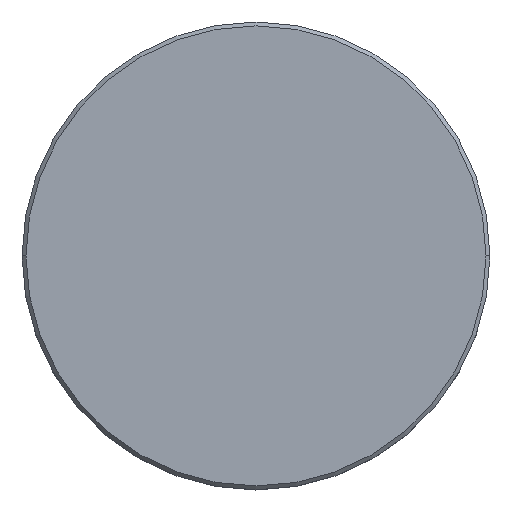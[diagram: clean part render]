
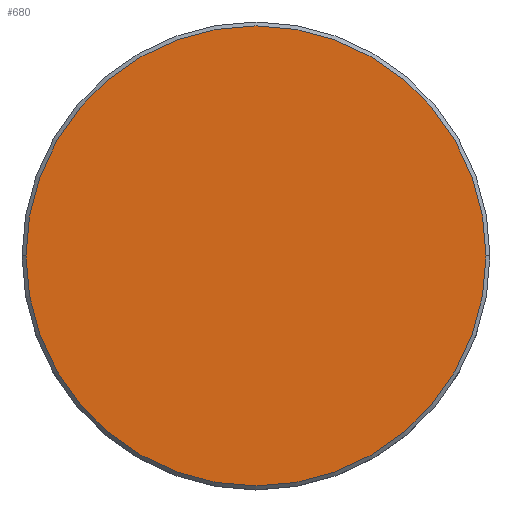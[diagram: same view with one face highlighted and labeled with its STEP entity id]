
A CAD part, top view. The second image highlights one B-rep face of the part: STEP entity #680.
In plain terms, the highlighted planar face has unit normal (0, 0, 1).
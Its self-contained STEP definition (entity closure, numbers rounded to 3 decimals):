
#35 = ORIENTED_EDGE ( 'NONE', *, *, #1159, .T. ) ;
#76 = CARTESIAN_POINT ( 'NONE',  ( 0., 0., 0. ) ) ;
#102 = DIRECTION ( 'NONE',  ( 1., 0., 0. ) ) ;
#137 = FACE_OUTER_BOUND ( 'NONE', #574, .T. ) ;
#141 = DIRECTION ( 'NONE',  ( 0., 0., 1. ) ) ;
#210 = ORIENTED_EDGE ( 'NONE', *, *, #847, .T. ) ;
#269 = CARTESIAN_POINT ( 'NONE',  ( 0., 0., 0. ) ) ;
#325 = PLANE ( 'NONE',  #1144 ) ;
#383 = AXIS2_PLACEMENT_3D ( 'NONE', #76, #1056, #645 ) ;
#463 = VERTEX_POINT ( 'NONE', #1080 ) ;
#574 = EDGE_LOOP ( 'NONE', ( #35, #210 ) ) ;
#645 = DIRECTION ( 'NONE',  ( 1., 0., 0. ) ) ;
#680 = ADVANCED_FACE ( 'NONE', ( #137 ), #325, .T. ) ;
#752 = VERTEX_POINT ( 'NONE', #823 ) ;
#775 = CIRCLE ( 'NONE', #1040, 29.5 ) ;
#776 = CIRCLE ( 'NONE', #383, 29.5 ) ;
#796 = DIRECTION ( 'NONE',  ( 1., 0., 0. ) ) ;
#823 = CARTESIAN_POINT ( 'NONE',  ( 29.5, 0., 0. ) ) ;
#844 = DIRECTION ( 'NONE',  ( 0., 0., 1. ) ) ;
#847 = EDGE_CURVE ( 'NONE', #752, #463, #775, .T. ) ;
#1040 = AXIS2_PLACEMENT_3D ( 'NONE', #269, #844, #102 ) ;
#1056 = DIRECTION ( 'NONE',  ( 0., 0., 1. ) ) ;
#1080 = CARTESIAN_POINT ( 'NONE',  ( -29.5, 0., 0. ) ) ;
#1144 = AXIS2_PLACEMENT_3D ( 'NONE', #1147, #141, #796 ) ;
#1147 = CARTESIAN_POINT ( 'NONE',  ( 0., 0., 0. ) ) ;
#1159 = EDGE_CURVE ( 'NONE', #463, #752, #776, .T. ) ;
